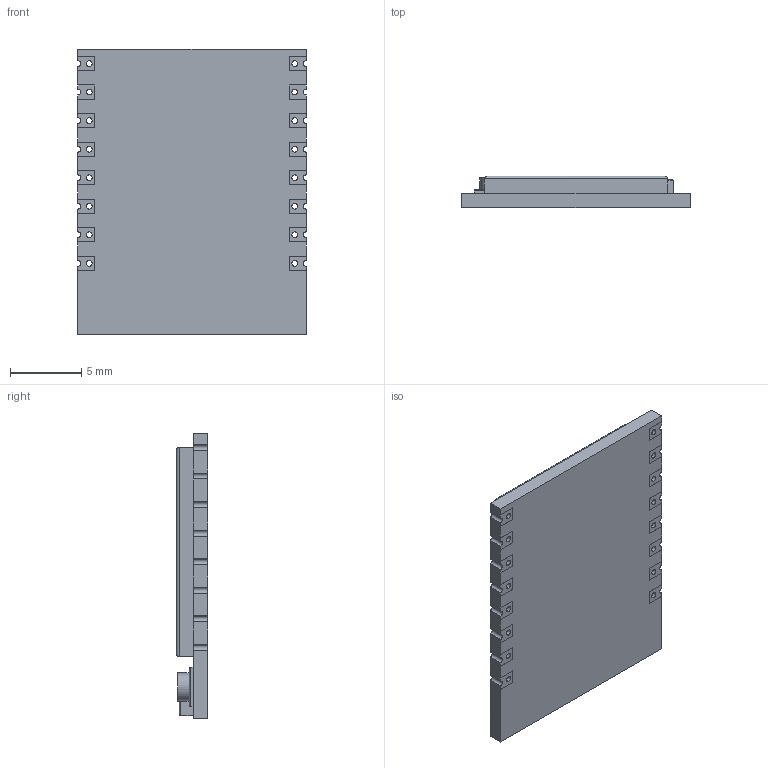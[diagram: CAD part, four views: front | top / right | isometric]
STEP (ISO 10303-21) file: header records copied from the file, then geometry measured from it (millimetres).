
FILE_DESCRIPTION (( 'STEP AP214' ), '1' );
FILE_NAME ('ESP8266-ESP07.STEP', '2018-07-19T14:43:33', ( '' ), ( '' ), 'SwSTEP 2.0', 'SolidWorks 2018', '' );
FILE_SCHEMA (( 'AUTOMOTIVE_DESIGN' ));
Length unit declared in the file: millimetre
Products named in the file (1): ESP8266-ESP07
Bounding box: 16 x 2.21 x 20 mm (x, y, z)
Volume: 565.4 mm3; surface area: 828.9 mm2
Topology: 1 solids, 1 shells, 234 faces, 669 edges, 442 vertices
Faces by surface type: plane 167, cylinder 66, sphere 1
Entity records: 10214 total; most frequent: CARTESIAN_POINT 1377, ORIENTED_EDGE 1332, DIRECTION 1232, EDGE_CURVE 666, LINE 546, VECTOR 546, VERTEX_POINT 440, AXIS2_PLACEMENT_3D 343
